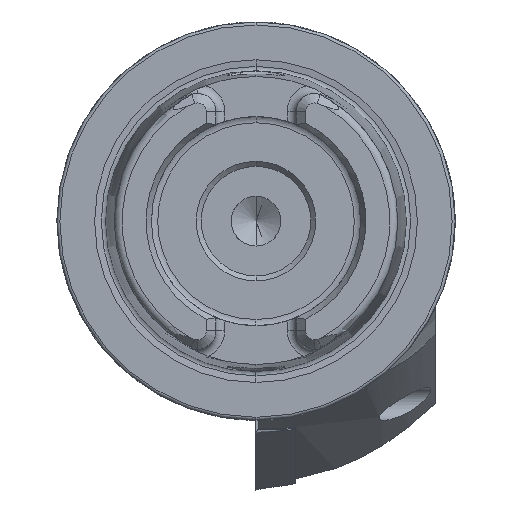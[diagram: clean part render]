
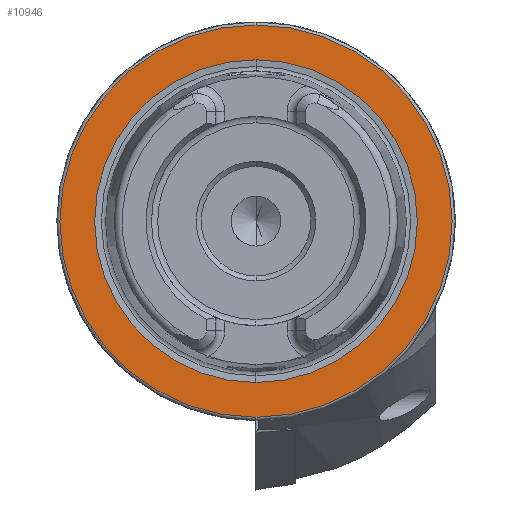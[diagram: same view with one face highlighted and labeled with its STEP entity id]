
A CAD part, left-side view. The second image highlights one B-rep face of the part: STEP entity #10946.
In plain terms, the highlighted planar face has unit normal (-1, 0, 0).
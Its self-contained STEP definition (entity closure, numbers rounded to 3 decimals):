
#102 = CIRCLE ( 'NONE', #4280, 16.207 ) ;
#1660 = EDGE_LOOP ( 'NONE', ( #2127, #2128 ) ) ;
#1891 = CARTESIAN_POINT ( 'NONE',  ( 0., 19.7, 0. ) ) ;
#1894 = PLANE ( 'NONE',  #6443 ) ;
#1896 = DIRECTION ( 'NONE',  ( 1., 0., 0. ) ) ;
#1897 = DIRECTION ( 'NONE',  ( 0., 0., -1. ) ) ;
#2127 = ORIENTED_EDGE ( 'NONE', *, *, #11642, .F. ) ;
#2128 = ORIENTED_EDGE ( 'NONE', *, *, #11202, .F. ) ;
#2129 = ORIENTED_EDGE ( 'NONE', *, *, #10011, .T. ) ;
#2130 = ORIENTED_EDGE ( 'NONE', *, *, #11473, .T. ) ;
#2192 = FACE_OUTER_BOUND ( 'NONE', #8076, .T. ) ;
#2194 = FACE_BOUND ( 'NONE', #1660, .T. ) ;
#2385 = CIRCLE ( 'NONE', #4125, 16.207 ) ;
#3684 = CARTESIAN_POINT ( 'NONE',  ( 0., 0., 0. ) ) ;
#3685 = DIRECTION ( 'NONE',  ( -1., 0., 0. ) ) ;
#3686 = DIRECTION ( 'NONE',  ( 0., 0., 1. ) ) ;
#4125 = AXIS2_PLACEMENT_3D ( 'NONE', #5446, #5447, #5448 ) ;
#4209 = AXIS2_PLACEMENT_3D ( 'NONE', #9951, #9952, #9953 ) ;
#4280 = AXIS2_PLACEMENT_3D ( 'NONE', #3684, #3685, #3686 ) ;
#5446 = CARTESIAN_POINT ( 'NONE',  ( 0., 0., 0. ) ) ;
#5447 = DIRECTION ( 'NONE',  ( -1., 0., 0. ) ) ;
#5448 = DIRECTION ( 'NONE',  ( 0., 0., 1. ) ) ;
#5927 = VERTEX_POINT ( 'NONE', #11069 ) ;
#6265 = AXIS2_PLACEMENT_3D ( 'NONE', #10580, #10628, #10685 ) ;
#6443 = AXIS2_PLACEMENT_3D ( 'NONE', #1891, #1896, #1897 ) ;
#6780 = CIRCLE ( 'NONE', #6265, 19.7 ) ;
#7507 = CIRCLE ( 'NONE', #4209, 19.7 ) ;
#7885 = CARTESIAN_POINT ( 'NONE',  ( 0., 0., 19.7 ) ) ;
#7886 = CARTESIAN_POINT ( 'NONE',  ( 0., 0., 16.207 ) ) ;
#7891 = CARTESIAN_POINT ( 'NONE',  ( 0., 0., -19.7 ) ) ;
#7952 = VERTEX_POINT ( 'NONE', #7886 ) ;
#7955 = VERTEX_POINT ( 'NONE', #7885 ) ;
#7956 = VERTEX_POINT ( 'NONE', #7891 ) ;
#8076 = EDGE_LOOP ( 'NONE', ( #2129, #2130 ) ) ;
#9951 = CARTESIAN_POINT ( 'NONE',  ( 0., 0., 0. ) ) ;
#9952 = DIRECTION ( 'NONE',  ( -1., 0., 0. ) ) ;
#9953 = DIRECTION ( 'NONE',  ( 0., 0., 1. ) ) ;
#10011 = EDGE_CURVE ( 'NONE', #7955, #7956, #6780, .T. ) ;
#10580 = CARTESIAN_POINT ( 'NONE',  ( 0., 0., 0. ) ) ;
#10628 = DIRECTION ( 'NONE',  ( -1., 0., 0. ) ) ;
#10685 = DIRECTION ( 'NONE',  ( 0., 0., 1. ) ) ;
#10946 = ADVANCED_FACE ( 'NONE', ( #2194, #2192 ), #1894, .F. ) ;
#11069 = CARTESIAN_POINT ( 'NONE',  ( 0., 0., -16.207 ) ) ;
#11202 = EDGE_CURVE ( 'NONE', #5927, #7952, #2385, .T. ) ;
#11473 = EDGE_CURVE ( 'NONE', #7956, #7955, #7507, .T. ) ;
#11642 = EDGE_CURVE ( 'NONE', #7952, #5927, #102, .T. ) ;
